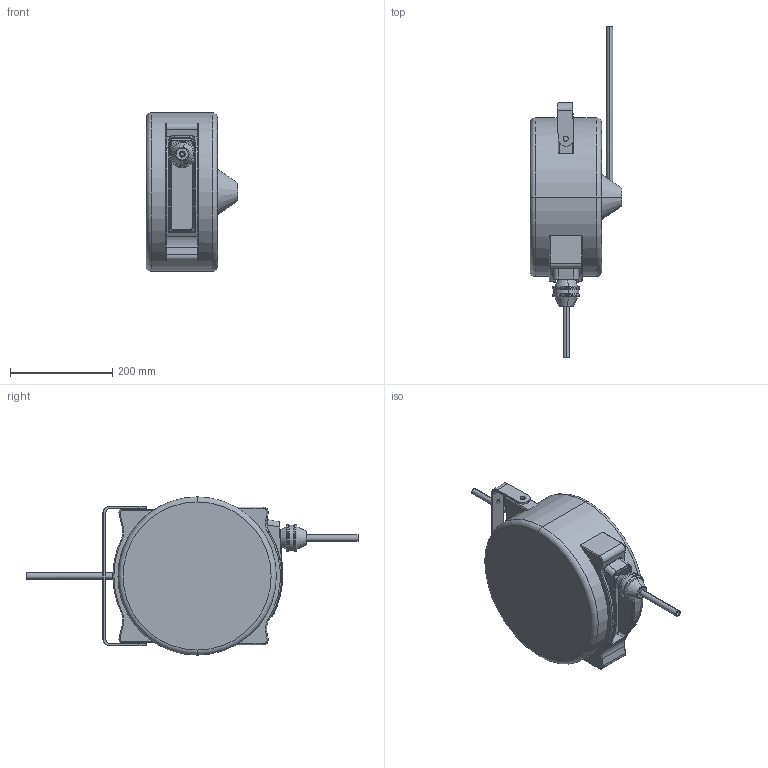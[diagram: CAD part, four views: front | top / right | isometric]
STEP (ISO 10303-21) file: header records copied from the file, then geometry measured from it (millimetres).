
FILE_DESCRIPTION (( 'STEP AP214' ), '1' );
FILE_NAME ('HASA.R222.015.008.STEP', '2016-08-03T08:34:27', ( '' ), ( '' ), 'SwSTEP 2.0', 'SolidWorks 2016', '' );
FILE_SCHEMA (( 'AUTOMOTIVE_DESIGN' ));
Length unit declared in the file: millimetre
Products named in the file (4): HAS.R222.015.008; HASA.R222.015.008; Slang 8x12 met stop; Montagebeugel
Assembly tree (3 placements, depth 2):
  HASA.R222.015.008
    HAS.R222.015.008
    Montagebeugel
    Slang 8x12 met stop
Bounding box: 180 x 650 x 310 mm (x, y, z)
Volume: 11110808.2 mm3; surface area: 394702 mm2
Topology: 3 solids, 3 shells, 191 faces, 442 edges, 265 vertices
Faces by surface type: cylinder 80, torus 54, plane 40, cone 9, bspline 8
Entity records: 6386 total; most frequent: CARTESIAN_POINT 1650, DIRECTION 1030, ORIENTED_EDGE 880, EDGE_CURVE 440, AXIS2_PLACEMENT_3D 437, VERTEX_POINT 265, CIRCLE 248, EDGE_LOOP 211
